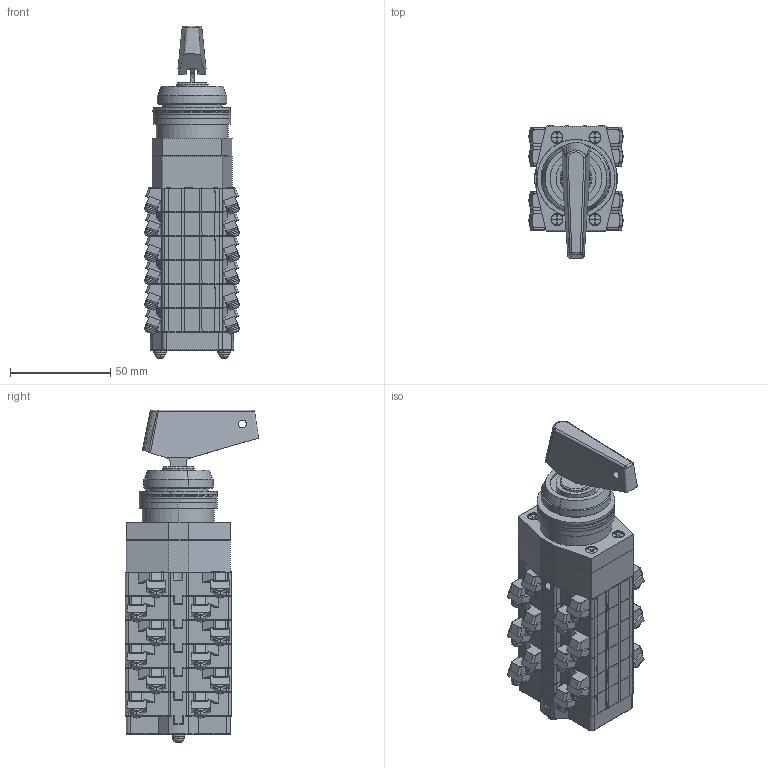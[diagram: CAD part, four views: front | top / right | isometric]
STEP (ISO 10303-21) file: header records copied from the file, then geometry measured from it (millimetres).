
FILE_DESCRIPTION (( 'STEP AP203' ), '1' );
FILE_NAME ('21_ACSNK-6$$-H2B-(C$$$$)_rev0.0.STEP', '2022-05-25T04:03:11', ( '' ), ( '' ), 'SwSTEP 2.0', 'SolidWorks 2019', '' );
FILE_SCHEMA (( 'CONFIG_CONTROL_DESIGN' ));
Length unit declared in the file: millimetre
Products named in the file (11): OW-12_蹬怮椔; CSH-K301; OGL-11; ACS-CB_蹬怮椔; OG-11_蹬怮椔; CSH-H2B_蹬怮椔; 21_ACSNK-6$$-H2B-(C$$$$)_rev0.0; OW-11_蹬怮椔; ACS-LID_蹬怮椔; ACSNK-M-BODY; CN300-CYLINDER
Assembly tree (17 placements, depth 2):
  21_ACSNK-6$$-H2B-(C$$$$)_rev0.0
    ACSNK-M-BODY
    ACS-CB_蹬怮椔  x6
    ACS-LID_蹬怮椔
    OG-11_蹬怮椔
    OW-12_蹬怮椔
    OW-11_蹬怮椔  x3
    CN300-CYLINDER
    CSH-K301
    CSH-H2B_蹬怮椔
    OGL-11
Bounding box: 47.24 x 66.54 x 166 mm (x, y, z)
Volume: 234654.1 mm3; surface area: 79514.8 mm2
Topology: 17 solids, 17 shells, 2369 faces, 5840 edges, 3536 vertices
Faces by surface type: plane 1613, cylinder 446, cone 187, bspline 119, torus 4
Entity records: 26230 total; most frequent: CARTESIAN_POINT 8459, ORIENTED_EDGE 3434, DIRECTION 3389, EDGE_CURVE 1717, LINE 1173, VECTOR 1173, AXIS2_PLACEMENT_3D 1108, VERTEX_POINT 1070
